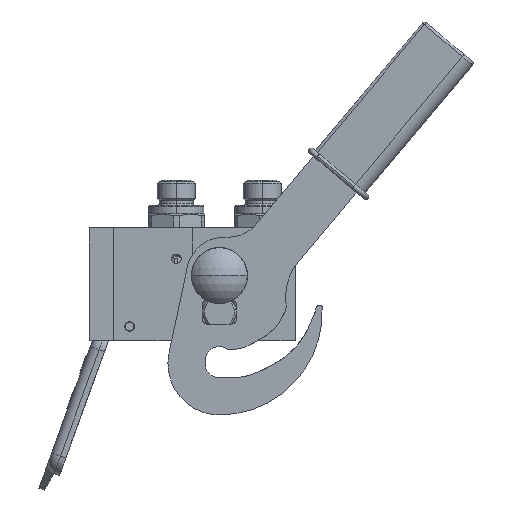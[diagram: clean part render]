
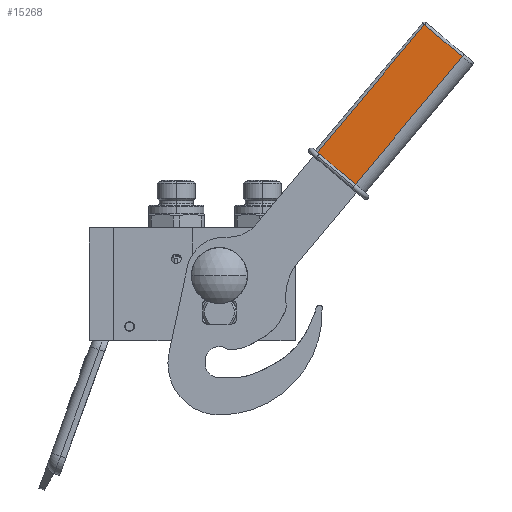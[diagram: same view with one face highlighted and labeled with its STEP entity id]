
A CAD part, front view. The second image highlights one B-rep face of the part: STEP entity #15268.
In plain terms, the highlighted face is planar.
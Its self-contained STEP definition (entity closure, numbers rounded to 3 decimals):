
#475 = CARTESIAN_POINT ( 'NONE',  ( 8., 0., 17.5 ) ) ;
#1312 = PLANE ( 'NONE',  #33652 ) ;
#6951 = CARTESIAN_POINT ( 'NONE',  ( 8., 92., 16. ) ) ;
#12918 = ORIENTED_EDGE ( 'NONE', *, *, #14434, .T. ) ;
#14434 = EDGE_CURVE ( 'NONE', #68751, #35633, #90213, .T. ) ;
#15268 = ADVANCED_FACE ( 'NONE', ( #32797 ), #1312, .T. ) ;
#16987 = VECTOR ( 'NONE', #116595, 1000. ) ;
#18487 = VECTOR ( 'NONE', #26813, 1000. ) ;
#18895 = CARTESIAN_POINT ( 'NONE',  ( 8., 3., 16. ) ) ;
#19755 = ORIENTED_EDGE ( 'NONE', *, *, #30069, .F. ) ;
#24779 = ORIENTED_EDGE ( 'NONE', *, *, #117128, .T. ) ;
#26813 = DIRECTION ( 'NONE',  ( 0., 0., -1. ) ) ;
#29474 = ORIENTED_EDGE ( 'NONE', *, *, #37692, .T. ) ;
#30069 = EDGE_CURVE ( 'NONE', #71684, #103146, #85933, .T. ) ;
#32797 = FACE_OUTER_BOUND ( 'NONE', #40052, .T. ) ;
#33652 = AXIS2_PLACEMENT_3D ( 'NONE', #475, #113455, #55713 ) ;
#35633 = VERTEX_POINT ( 'NONE', #78450 ) ;
#37692 = EDGE_CURVE ( 'NONE', #71684, #68751, #94760, .T. ) ;
#37843 = CARTESIAN_POINT ( 'NONE',  ( 8., 92., 16. ) ) ;
#40052 = EDGE_LOOP ( 'NONE', ( #19755, #29474, #12918, #24779 ) ) ;
#44832 = VECTOR ( 'NONE', #55339, 1000. ) ;
#48353 = DIRECTION ( 'NONE',  ( 0., 1., 0. ) ) ;
#55339 = DIRECTION ( 'NONE',  ( 0., -1., 0. ) ) ;
#55713 = DIRECTION ( 'NONE',  ( 0., 0., -1. ) ) ;
#61669 = CARTESIAN_POINT ( 'NONE',  ( 8., 3., 16. ) ) ;
#61728 = VECTOR ( 'NONE', #48353, 1000. ) ;
#66391 = CARTESIAN_POINT ( 'NONE',  ( 8., 3., -10.5 ) ) ;
#68751 = VERTEX_POINT ( 'NONE', #18895 ) ;
#71684 = VERTEX_POINT ( 'NONE', #6951 ) ;
#78450 = CARTESIAN_POINT ( 'NONE',  ( 8., 3., -10.5 ) ) ;
#83168 = CARTESIAN_POINT ( 'NONE',  ( 8., 92., 16. ) ) ;
#85933 = LINE ( 'NONE', #37843, #18487 ) ;
#90213 = LINE ( 'NONE', #61669, #16987 ) ;
#94760 = LINE ( 'NONE', #83168, #44832 ) ;
#103146 = VERTEX_POINT ( 'NONE', #107927 ) ;
#107927 = CARTESIAN_POINT ( 'NONE',  ( 8., 92., -10.5 ) ) ;
#113455 = DIRECTION ( 'NONE',  ( 1., 0., 0. ) ) ;
#116595 = DIRECTION ( 'NONE',  ( 0., 0., -1. ) ) ;
#117128 = EDGE_CURVE ( 'NONE', #35633, #103146, #117455, .T. ) ;
#117455 = LINE ( 'NONE', #66391, #61728 ) ;
